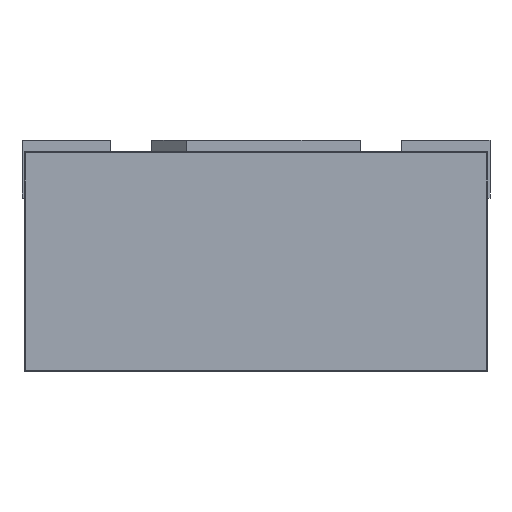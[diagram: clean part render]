
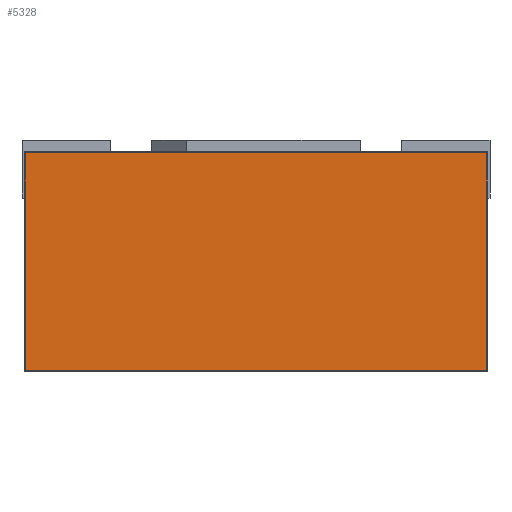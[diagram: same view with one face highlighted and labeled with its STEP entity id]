
A CAD part, left-side view. The second image highlights one B-rep face of the part: STEP entity #5328.
In plain terms, the highlighted planar face has unit normal (1, 0, 0).
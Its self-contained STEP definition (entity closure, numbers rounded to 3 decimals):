
#327 = CARTESIAN_POINT ( 'NONE',  ( -1., 1., -0.95 ) ) ;
#420 = VECTOR ( 'NONE', #6171, 1000. ) ;
#573 = CARTESIAN_POINT ( 'NONE',  ( -1., 0.995, -0.005 ) ) ;
#580 = ORIENTED_EDGE ( 'NONE', *, *, #1566, .F. ) ;
#713 = ORIENTED_EDGE ( 'NONE', *, *, #2348, .T. ) ;
#1243 = VERTEX_POINT ( 'NONE', #4067 ) ;
#1343 = PLANE ( 'NONE',  #1671 ) ;
#1363 = CARTESIAN_POINT ( 'NONE',  ( -1., -0.995, -0.95 ) ) ;
#1430 = CARTESIAN_POINT ( 'NONE',  ( -1., 1., -0.005 ) ) ;
#1566 = EDGE_CURVE ( 'NONE', #4077, #1243, #2688, .T. ) ;
#1671 = AXIS2_PLACEMENT_3D ( 'NONE', #327, #4741, #4280 ) ;
#1759 = FACE_OUTER_BOUND ( 'NONE', #3050, .T. ) ;
#1812 = LINE ( 'NONE', #1363, #420 ) ;
#1935 = VECTOR ( 'NONE', #5347, 1000. ) ;
#2255 = DIRECTION ( 'NONE',  ( 0., 1., 0. ) ) ;
#2348 = EDGE_CURVE ( 'NONE', #4832, #1243, #4709, .T. ) ;
#2444 = VERTEX_POINT ( 'NONE', #4433 ) ;
#2688 = LINE ( 'NONE', #6144, #4201 ) ;
#2717 = DIRECTION ( 'NONE',  ( 0., 0., -1. ) ) ;
#2839 = LINE ( 'NONE', #1430, #1935 ) ;
#3050 = EDGE_LOOP ( 'NONE', ( #4683, #6343, #713, #580 ) ) ;
#3367 = VECTOR ( 'NONE', #2255, 1000. ) ;
#3699 = EDGE_CURVE ( 'NONE', #2444, #4077, #2839, .T. ) ;
#4067 = CARTESIAN_POINT ( 'NONE',  ( -1., 0.995, -0.945 ) ) ;
#4077 = VERTEX_POINT ( 'NONE', #573 ) ;
#4201 = VECTOR ( 'NONE', #2717, 1000. ) ;
#4280 = DIRECTION ( 'NONE',  ( 0., 0., 1. ) ) ;
#4433 = CARTESIAN_POINT ( 'NONE',  ( -1., -0.995, -0.005 ) ) ;
#4683 = ORIENTED_EDGE ( 'NONE', *, *, #3699, .F. ) ;
#4709 = LINE ( 'NONE', #5335, #3367 ) ;
#4738 = CARTESIAN_POINT ( 'NONE',  ( -1., -0.995, -0.945 ) ) ;
#4741 = DIRECTION ( 'NONE',  ( -1., 0., 0. ) ) ;
#4832 = VERTEX_POINT ( 'NONE', #4738 ) ;
#5328 = ADVANCED_FACE ( 'NONE', ( #1759 ), #1343, .F. ) ;
#5335 = CARTESIAN_POINT ( 'NONE',  ( -1., 1., -0.945 ) ) ;
#5347 = DIRECTION ( 'NONE',  ( 0., 1., 0. ) ) ;
#6144 = CARTESIAN_POINT ( 'NONE',  ( -1., 0.995, -0.95 ) ) ;
#6171 = DIRECTION ( 'NONE',  ( 0., 0., 1. ) ) ;
#6310 = EDGE_CURVE ( 'NONE', #4832, #2444, #1812, .T. ) ;
#6343 = ORIENTED_EDGE ( 'NONE', *, *, #6310, .F. ) ;
